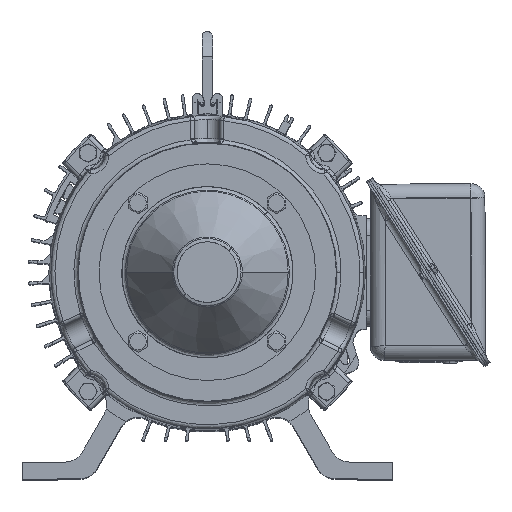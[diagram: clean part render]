
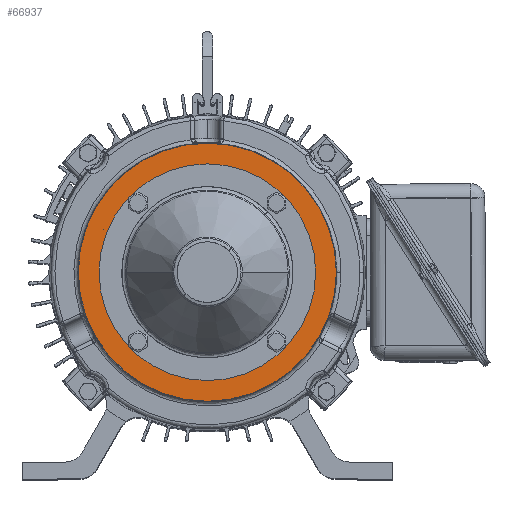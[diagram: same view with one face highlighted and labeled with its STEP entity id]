
A CAD part, top view. The second image highlights one B-rep face of the part: STEP entity #66937.
In plain terms, the highlighted planar face has unit normal (0, 0, 1).
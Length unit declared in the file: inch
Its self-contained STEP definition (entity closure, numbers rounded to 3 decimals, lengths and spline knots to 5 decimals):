
#1436 = ORIENTED_EDGE ( 'NONE', *, *, #96842, .F. ) ;
#2927 = AXIS2_PLACEMENT_3D ( 'NONE', #96322, #118596, #23312 ) ;
#3079 = CIRCLE ( 'NONE', #2927, 0.156 ) ;
#4394 = DIRECTION ( 'NONE',  ( 1., 0., 0. ) ) ;
#5073 = CARTESIAN_POINT ( 'NONE',  ( -1.92113, -2.07713, -1.7483 ) ) ;
#5344 = PLANE ( 'NONE',  #122879 ) ;
#6718 = DIRECTION ( 'NONE',  ( 0., 0., -1. ) ) ;
#7021 = ORIENTED_EDGE ( 'NONE', *, *, #112103, .F. ) ;
#7254 = CARTESIAN_POINT ( 'NONE',  ( -2.07713, -2.07713, -1.7483 ) ) ;
#7827 = DIRECTION ( 'NONE',  ( 0., 0., 1. ) ) ;
#8173 = CARTESIAN_POINT ( 'NONE',  ( -2.07713, 2.07713, -1.7483 ) ) ;
#8201 = EDGE_CURVE ( 'NONE', #30251, #60254, #102363, .T. ) ;
#9874 = DIRECTION ( 'NONE',  ( 0., 0., 1. ) ) ;
#10826 = CIRCLE ( 'NONE', #59143, 0.156 ) ;
#13894 = AXIS2_PLACEMENT_3D ( 'NONE', #113339, #7827, #124473 ) ;
#14101 = AXIS2_PLACEMENT_3D ( 'NONE', #82871, #9874, #41461 ) ;
#14132 = DIRECTION ( 'NONE',  ( 0., 0., 1. ) ) ;
#14301 = CARTESIAN_POINT ( 'NONE',  ( 2.07713, -2.07713, -1.7483 ) ) ;
#14396 = EDGE_LOOP ( 'NONE', ( #93889, #1436 ) ) ;
#14636 = CARTESIAN_POINT ( 'NONE',  ( 0., 0., -1.7483 ) ) ;
#14660 = VERTEX_POINT ( 'NONE', #80706 ) ;
#15033 = DIRECTION ( 'NONE',  ( 1., 0., 0. ) ) ;
#16970 = FACE_BOUND ( 'NONE', #130291, .T. ) ;
#17234 = CARTESIAN_POINT ( 'NONE',  ( 2.23313, 2.07713, -1.7483 ) ) ;
#20645 = ORIENTED_EDGE ( 'NONE', *, *, #51586, .F. ) ;
#22828 = AXIS2_PLACEMENT_3D ( 'NONE', #14636, #44892, #4394 ) ;
#23312 = DIRECTION ( 'NONE',  ( 1., 0., 0. ) ) ;
#25154 = EDGE_CURVE ( 'NONE', #36419, #50603, #106908, .T. ) ;
#29361 = DIRECTION ( 'NONE',  ( 1., 0., 0. ) ) ;
#29982 = DIRECTION ( 'NONE',  ( 1., 0., 0. ) ) ;
#30251 = VERTEX_POINT ( 'NONE', #111296 ) ;
#31397 = AXIS2_PLACEMENT_3D ( 'NONE', #114433, #40481, #29361 ) ;
#31602 = EDGE_CURVE ( 'NONE', #60254, #30251, #63363, .T. ) ;
#31874 = FACE_BOUND ( 'NONE', #98455, .T. ) ;
#33515 = EDGE_CURVE ( 'NONE', #63041, #55884, #41499, .T. ) ;
#33818 = CIRCLE ( 'NONE', #108762, 2.24925 ) ;
#35179 = FACE_BOUND ( 'NONE', #58067, .T. ) ;
#36419 = VERTEX_POINT ( 'NONE', #116965 ) ;
#36566 = EDGE_CURVE ( 'NONE', #110932, #53660, #56075, .T. ) ;
#38048 = CARTESIAN_POINT ( 'NONE',  ( -2.24925, 0., -1.7483 ) ) ;
#40065 = CIRCLE ( 'NONE', #119406, 0.156 ) ;
#40321 = EDGE_CURVE ( 'NONE', #53660, #110932, #33818, .T. ) ;
#40481 = DIRECTION ( 'NONE',  ( 0., 0., 1. ) ) ;
#40857 = CARTESIAN_POINT ( 'NONE',  ( -1.92113, 2.07713, -1.7483 ) ) ;
#41461 = DIRECTION ( 'NONE',  ( 1., 0., 0. ) ) ;
#41499 = CIRCLE ( 'NONE', #13894, 0.156 ) ;
#41584 = DIRECTION ( 'NONE',  ( 0., 0., 1. ) ) ;
#44892 = DIRECTION ( 'NONE',  ( 0., 0., -1. ) ) ;
#47556 = CARTESIAN_POINT ( 'NONE',  ( 2.07713, -2.07713, -1.7483 ) ) ;
#48681 = ORIENTED_EDGE ( 'NONE', *, *, #69933, .F. ) ;
#49692 = CARTESIAN_POINT ( 'NONE',  ( -3.87113, 0., -1.7483 ) ) ;
#50603 = VERTEX_POINT ( 'NONE', #49692 ) ;
#51166 = EDGE_CURVE ( 'NONE', #130113, #14660, #10826, .T. ) ;
#51586 = EDGE_CURVE ( 'NONE', #50603, #36419, #110614, .T. ) ;
#53660 = VERTEX_POINT ( 'NONE', #74278 ) ;
#54383 = VERTEX_POINT ( 'NONE', #81398 ) ;
#55884 = VERTEX_POINT ( 'NONE', #85174 ) ;
#56075 = CIRCLE ( 'NONE', #14101, 2.24925 ) ;
#58067 = EDGE_LOOP ( 'NONE', ( #78534, #48681 ) ) ;
#58885 = DIRECTION ( 'NONE',  ( 1., 0., 0. ) ) ;
#59094 = AXIS2_PLACEMENT_3D ( 'NONE', #47556, #14132, #130351 ) ;
#59143 = AXIS2_PLACEMENT_3D ( 'NONE', #8173, #41584, #29982 ) ;
#59686 = DIRECTION ( 'NONE',  ( -1., 0., 0. ) ) ;
#60199 = DIRECTION ( 'NONE',  ( 0., 0., 1. ) ) ;
#60254 = VERTEX_POINT ( 'NONE', #78440 ) ;
#63041 = VERTEX_POINT ( 'NONE', #5073 ) ;
#63363 = CIRCLE ( 'NONE', #59094, 0.156 ) ;
#66937 = ADVANCED_FACE ( 'NONE', ( #31874, #88479, #110073, #16970, #81786, #35179 ), #5344, .F. ) ;
#69933 = EDGE_CURVE ( 'NONE', #54383, #111934, #3079, .T. ) ;
#71314 = DIRECTION ( 'NONE',  ( 1., 0., 0. ) ) ;
#74278 = CARTESIAN_POINT ( 'NONE',  ( 2.24925, 0., -1.7483 ) ) ;
#78440 = CARTESIAN_POINT ( 'NONE',  ( 2.23313, -2.07713, -1.7483 ) ) ;
#78534 = ORIENTED_EDGE ( 'NONE', *, *, #113791, .F. ) ;
#78709 = CARTESIAN_POINT ( 'NONE',  ( 0., 0., -1.7483 ) ) ;
#78920 = ORIENTED_EDGE ( 'NONE', *, *, #36566, .F. ) ;
#79127 = CIRCLE ( 'NONE', #31397, 0.156 ) ;
#79492 = AXIS2_PLACEMENT_3D ( 'NONE', #14301, #120267, #109134 ) ;
#79806 = DIRECTION ( 'NONE',  ( 0., 0., 1. ) ) ;
#80706 = CARTESIAN_POINT ( 'NONE',  ( -2.23313, 2.07713, -1.7483 ) ) ;
#81398 = CARTESIAN_POINT ( 'NONE',  ( 1.92113, 2.07713, -1.7483 ) ) ;
#81786 = FACE_BOUND ( 'NONE', #14396, .T. ) ;
#81853 = DIRECTION ( 'NONE',  ( 0., 0., 1. ) ) ;
#82871 = CARTESIAN_POINT ( 'NONE',  ( 0., 0., -1.7483 ) ) ;
#83476 = EDGE_LOOP ( 'NONE', ( #125501, #20645 ) ) ;
#83703 = EDGE_LOOP ( 'NONE', ( #121339, #78920 ) ) ;
#85174 = CARTESIAN_POINT ( 'NONE',  ( -2.23313, -2.07713, -1.7483 ) ) ;
#87504 = ORIENTED_EDGE ( 'NONE', *, *, #8201, .F. ) ;
#88479 = FACE_OUTER_BOUND ( 'NONE', #83476, .T. ) ;
#92565 = CARTESIAN_POINT ( 'NONE',  ( 0., 0., -1.7483 ) ) ;
#93889 = ORIENTED_EDGE ( 'NONE', *, *, #33515, .F. ) ;
#96322 = CARTESIAN_POINT ( 'NONE',  ( 2.07713, 2.07713, -1.7483 ) ) ;
#96842 = EDGE_CURVE ( 'NONE', #55884, #63041, #134534, .T. ) ;
#98455 = EDGE_LOOP ( 'NONE', ( #132303, #87504 ) ) ;
#102361 = DIRECTION ( 'NONE',  ( 1., 0., 0. ) ) ;
#102363 = CIRCLE ( 'NONE', #79492, 0.156 ) ;
#106908 = CIRCLE ( 'NONE', #22828, 3.87113 ) ;
#108762 = AXIS2_PLACEMENT_3D ( 'NONE', #92565, #81853, #102361 ) ;
#109134 = DIRECTION ( 'NONE',  ( 1., 0., 0. ) ) ;
#110073 = FACE_BOUND ( 'NONE', #83703, .T. ) ;
#110614 = CIRCLE ( 'NONE', #125123, 3.87113 ) ;
#110932 = VERTEX_POINT ( 'NONE', #38048 ) ;
#111296 = CARTESIAN_POINT ( 'NONE',  ( 1.92113, -2.07713, -1.7483 ) ) ;
#111934 = VERTEX_POINT ( 'NONE', #17234 ) ;
#112103 = EDGE_CURVE ( 'NONE', #14660, #130113, #40065, .T. ) ;
#112716 = CARTESIAN_POINT ( 'NONE',  ( 0., 4.5734, -1.7483 ) ) ;
#112786 = ORIENTED_EDGE ( 'NONE', *, *, #51166, .F. ) ;
#113339 = CARTESIAN_POINT ( 'NONE',  ( -2.07713, -2.07713, -1.7483 ) ) ;
#113791 = EDGE_CURVE ( 'NONE', #111934, #54383, #79127, .T. ) ;
#114433 = CARTESIAN_POINT ( 'NONE',  ( 2.07713, 2.07713, -1.7483 ) ) ;
#116965 = CARTESIAN_POINT ( 'NONE',  ( 3.87113, 0., -1.7483 ) ) ;
#118596 = DIRECTION ( 'NONE',  ( 0., 0., 1. ) ) ;
#119406 = AXIS2_PLACEMENT_3D ( 'NONE', #121652, #79806, #58885 ) ;
#120267 = DIRECTION ( 'NONE',  ( 0., 0., 1. ) ) ;
#121339 = ORIENTED_EDGE ( 'NONE', *, *, #40321, .F. ) ;
#121453 = DIRECTION ( 'NONE',  ( 0., 0., -1. ) ) ;
#121652 = CARTESIAN_POINT ( 'NONE',  ( -2.07713, 2.07713, -1.7483 ) ) ;
#122879 = AXIS2_PLACEMENT_3D ( 'NONE', #112716, #6718, #59686 ) ;
#124473 = DIRECTION ( 'NONE',  ( 1., 0., 0. ) ) ;
#125123 = AXIS2_PLACEMENT_3D ( 'NONE', #78709, #121453, #15033 ) ;
#125501 = ORIENTED_EDGE ( 'NONE', *, *, #25154, .F. ) ;
#130113 = VERTEX_POINT ( 'NONE', #40857 ) ;
#130291 = EDGE_LOOP ( 'NONE', ( #112786, #7021 ) ) ;
#130351 = DIRECTION ( 'NONE',  ( 1., 0., 0. ) ) ;
#131408 = AXIS2_PLACEMENT_3D ( 'NONE', #7254, #60199, #71314 ) ;
#132303 = ORIENTED_EDGE ( 'NONE', *, *, #31602, .F. ) ;
#134534 = CIRCLE ( 'NONE', #131408, 0.156 ) ;
